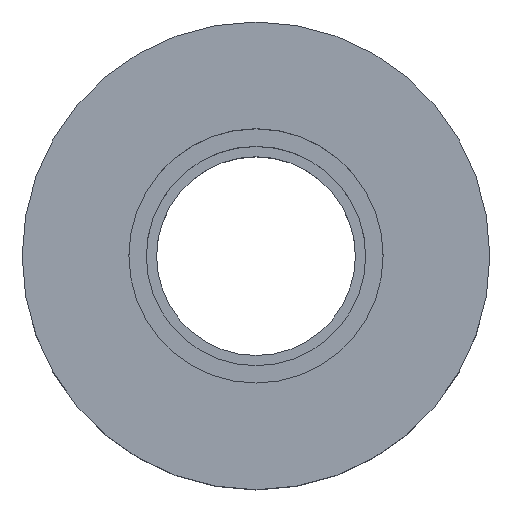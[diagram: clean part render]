
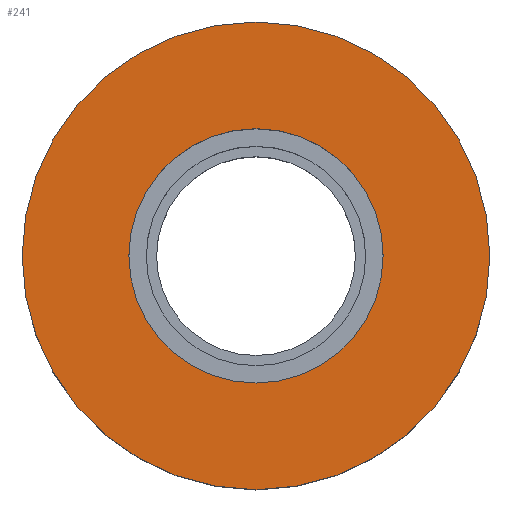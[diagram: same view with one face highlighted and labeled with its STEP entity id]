
A CAD part, top view. The second image highlights one B-rep face of the part: STEP entity #241.
In plain terms, the highlighted planar face has unit normal (0, 0, 1).
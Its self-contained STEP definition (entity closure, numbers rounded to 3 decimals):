
#49=FACE_BOUND('',#96,.T.);
#57=PLANE('',#327);
#73=FACE_OUTER_BOUND('',#95,.T.);
#95=EDGE_LOOP('',(#215));
#96=EDGE_LOOP('',(#216));
#127=CIRCLE('',#322,10.875);
#129=CIRCLE('',#325,20.);
#143=VERTEX_POINT('',#471);
#145=VERTEX_POINT('',#477);
#165=EDGE_CURVE('',#143,#143,#127,.T.);
#168=EDGE_CURVE('',#145,#145,#129,.T.);
#215=ORIENTED_EDGE('',*,*,#168,.T.);
#216=ORIENTED_EDGE('',*,*,#165,.T.);
#241=ADVANCED_FACE('',(#73,#49),#57,.T.);
#322=AXIS2_PLACEMENT_3D('',#472,#399,#400);
#325=AXIS2_PLACEMENT_3D('',#478,#406,#407);
#327=AXIS2_PLACEMENT_3D('',#482,#411,#412);
#399=DIRECTION('center_axis',(0.,0.,-1.));
#400=DIRECTION('ref_axis',(1.,0.,0.));
#406=DIRECTION('center_axis',(0.,0.,1.));
#407=DIRECTION('ref_axis',(1.,0.,0.));
#411=DIRECTION('center_axis',(0.,0.,1.));
#412=DIRECTION('ref_axis',(1.,0.,0.));
#471=CARTESIAN_POINT('',(-10.875,0.,32.));
#472=CARTESIAN_POINT('Origin',(0.,0.,32.));
#477=CARTESIAN_POINT('',(-20.,0.,32.));
#478=CARTESIAN_POINT('Origin',(0.,0.,32.));
#482=CARTESIAN_POINT('Origin',(0.,0.,32.));
